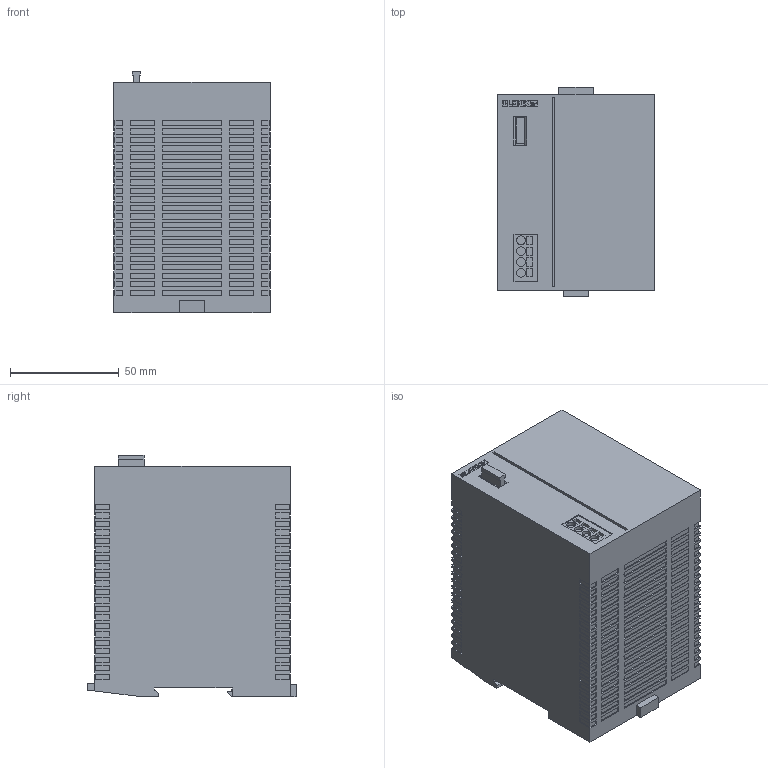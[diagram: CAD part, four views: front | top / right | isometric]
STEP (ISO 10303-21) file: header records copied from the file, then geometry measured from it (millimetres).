
FILE_DESCRIPTION (( 'STEP AP214' ), '1' );
FILE_NAME ('985236.STEP', '2025-01-07T09:56:02', ( '' ), ( '' ), 'SwSTEP 2.0', 'SolidWorks 2022', '' );
FILE_SCHEMA (( 'AUTOMOTIVE_DESIGN' ));
Length unit declared in the file: millimetre
Products named in the file (1): 985236
Bounding box: 71.8 x 96.5 x 110.9 mm (x, y, z)
Volume: 669317.7 mm3; surface area: 51753.3 mm2
Topology: 1 solids, 1 shells, 1415 faces, 3787 edges, 2524 vertices
Faces by surface type: plane 1405, cylinder 10
Entity records: 43239 total; most frequent: CARTESIAN_POINT 7727, ORIENTED_EDGE 7574, DIRECTION 6639, EDGE_CURVE 3787, VECTOR 3767, LINE 3767, VERTEX_POINT 2524, EDGE_LOOP 1565
